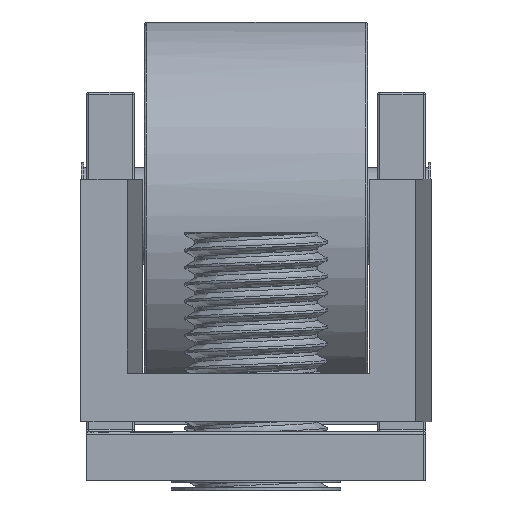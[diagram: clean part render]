
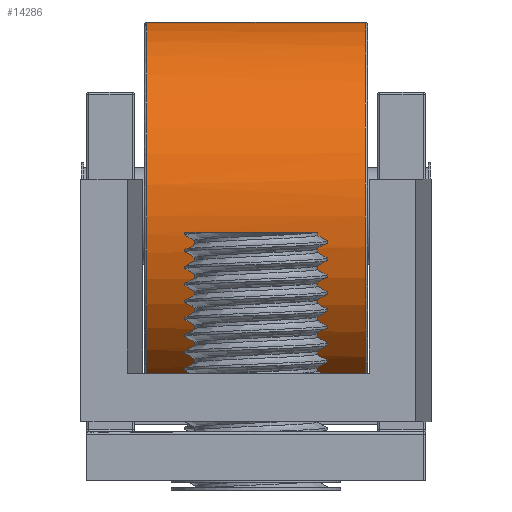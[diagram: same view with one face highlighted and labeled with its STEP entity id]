
A CAD part, left-side view. The second image highlights one B-rep face of the part: STEP entity #14286.
In plain terms, the highlighted free-form (B-spline) face has degree [2, 1] with [9, 2] control points.
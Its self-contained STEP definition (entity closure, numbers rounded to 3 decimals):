
#14235 = VERTEX_POINT('',#14236);
#14236 = CARTESIAN_POINT('',(0.,-2.559,
    10.748));
#14242 = EDGE_CURVE('',#14235,#14243,#14245,.T.);
#14243 = VERTEX_POINT('',#14244);
#14244 = CARTESIAN_POINT('',(-4.549,-2.559,
    6.198));
#14245 = ( BOUNDED_CURVE() B_SPLINE_CURVE(2,(#14246,#14247,#14248),
.UNSPECIFIED.,.F.,.F.) B_SPLINE_CURVE_WITH_KNOTS((3,3),(1.571,
3.142),.PIECEWISE_BEZIER_KNOTS.) CURVE() 
GEOMETRIC_REPRESENTATION_ITEM() RATIONAL_B_SPLINE_CURVE((1.,
0.707,1.)) REPRESENTATION_ITEM('') );
#14246 = CARTESIAN_POINT('',(0.,-2.559,
    10.748));
#14247 = CARTESIAN_POINT('',(-4.549,-2.559,
    10.748));
#14248 = CARTESIAN_POINT('',(-4.549,-2.559,
    6.198));
#14250 = EDGE_CURVE('',#14243,#14235,#14251,.T.);
#14251 = ( BOUNDED_CURVE() B_SPLINE_CURVE(2,(#14252,#14253,#14254,#14255
,#14256),.UNSPECIFIED.,.F.,.F.) B_SPLINE_CURVE_WITH_KNOTS((3,2,3),(
    3.142,5.498,7.854),
.PIECEWISE_BEZIER_KNOTS.) CURVE() GEOMETRIC_REPRESENTATION_ITEM() 
RATIONAL_B_SPLINE_CURVE((1.,0.383,1.,0.383,1.)) 
REPRESENTATION_ITEM('') );
#14252 = CARTESIAN_POINT('',(-4.549,-2.559,
    6.198));
#14253 = CARTESIAN_POINT('',(-4.549,-2.559,
    -4.785));
#14254 = CARTESIAN_POINT('',(3.217,-2.559,
    2.982));
#14255 = CARTESIAN_POINT('',(10.983,-2.559,
    10.748));
#14256 = CARTESIAN_POINT('',(0.,-2.559,
    10.748));
#14286 = ADVANCED_FACE('',(#14287),#14315,.T.);
#14287 = FACE_BOUND('',#14288,.T.);
#14288 = EDGE_LOOP('',(#14289,#14301,#14306,#14307,#14308,#14309));
#14289 = ORIENTED_EDGE('',*,*,#14290,.F.);
#14290 = EDGE_CURVE('',#14291,#14293,#14295,.T.);
#14291 = VERTEX_POINT('',#14292);
#14292 = CARTESIAN_POINT('',(-4.549,2.559,
    6.198));
#14293 = VERTEX_POINT('',#14294);
#14294 = CARTESIAN_POINT('',(0.,2.559,
    1.649));
#14295 = ( BOUNDED_CURVE() B_SPLINE_CURVE(2,(#14296,#14297,#14298,#14299
,#14300),.UNSPECIFIED.,.F.,.F.) B_SPLINE_CURVE_WITH_KNOTS((3,2,3),(
    3.142,5.498,7.854),
.PIECEWISE_BEZIER_KNOTS.) CURVE() GEOMETRIC_REPRESENTATION_ITEM() 
RATIONAL_B_SPLINE_CURVE((1.,0.383,1.,0.383,1.)) 
REPRESENTATION_ITEM('') );
#14296 = CARTESIAN_POINT('',(-4.549,2.559,
    6.198));
#14297 = CARTESIAN_POINT('',(-4.549,2.559,
    17.182));
#14298 = CARTESIAN_POINT('',(3.217,2.559,
    9.415));
#14299 = CARTESIAN_POINT('',(10.983,2.559,
    1.649));
#14300 = CARTESIAN_POINT('',(0.,2.559,
    1.649));
#14301 = ORIENTED_EDGE('',*,*,#14302,.T.);
#14302 = EDGE_CURVE('',#14291,#14243,#14303,.T.);
#14303 = B_SPLINE_CURVE_WITH_KNOTS('',1,(#14304,#14305),.UNSPECIFIED.,
  .F.,.F.,(2,2),(-2.25,2.25),.PIECEWISE_BEZIER_KNOTS.);
#14304 = CARTESIAN_POINT('',(-4.549,2.559,
    6.198));
#14305 = CARTESIAN_POINT('',(-4.549,-2.559,
    6.198));
#14306 = ORIENTED_EDGE('',*,*,#14242,.F.);
#14307 = ORIENTED_EDGE('',*,*,#14250,.F.);
#14308 = ORIENTED_EDGE('',*,*,#14302,.F.);
#14309 = ORIENTED_EDGE('',*,*,#14310,.F.);
#14310 = EDGE_CURVE('',#14293,#14291,#14311,.T.);
#14311 = ( BOUNDED_CURVE() B_SPLINE_CURVE(2,(#14312,#14313,#14314),
.UNSPECIFIED.,.F.,.F.) B_SPLINE_CURVE_WITH_KNOTS((3,3),(1.571,
3.142),.PIECEWISE_BEZIER_KNOTS.) CURVE() 
GEOMETRIC_REPRESENTATION_ITEM() RATIONAL_B_SPLINE_CURVE((1.,
0.707,1.)) REPRESENTATION_ITEM('') );
#14312 = CARTESIAN_POINT('',(0.,2.559,
    1.649));
#14313 = CARTESIAN_POINT('',(-4.549,2.559,
    1.649));
#14314 = CARTESIAN_POINT('',(-4.549,2.559,
    6.198));
#14315 = ( BOUNDED_SURFACE() B_SPLINE_SURFACE(2,1,(
    (#14316,#14317)
    ,(#14318,#14319)
    ,(#14320,#14321)
    ,(#14322,#14323)
    ,(#14324,#14325)
    ,(#14326,#14327)
    ,(#14328,#14329)
    ,(#14330,#14331)
    ,(#14332,#14333
)),.UNSPECIFIED.,.T.,.F.,.F.) B_SPLINE_SURFACE_WITH_KNOTS((3,2,2,2,3),(2
    ,2),(-3.142,-2.094,0.,2.094,3.142)
,(-2.25,2.25),.UNSPECIFIED.) GEOMETRIC_REPRESENTATION_ITEM() 
RATIONAL_B_SPLINE_SURFACE((
    (0.75,0.75)
    ,(0.75,0.75)
    ,(1.,1.)
    ,(0.5,0.5)
    ,(1.,1.)
    ,(0.5,0.5)
    ,(1.,1.)
    ,(0.75,0.75)
,(0.75,0.75))) REPRESENTATION_ITEM('') SURFACE() );
#14316 = CARTESIAN_POINT('',(-4.549,-2.559,
    6.198));
#14317 = CARTESIAN_POINT('',(-4.549,2.559,
    6.198));
#14318 = CARTESIAN_POINT('',(-4.549,-2.559,
    8.825));
#14319 = CARTESIAN_POINT('',(-4.549,2.559,
    8.825));
#14320 = CARTESIAN_POINT('',(-2.275,-2.559,
    10.138));
#14321 = CARTESIAN_POINT('',(-2.275,2.559,
    10.138));
#14322 = CARTESIAN_POINT('',(4.549,-2.559,
    14.078));
#14323 = CARTESIAN_POINT('',(4.549,2.559,
    14.078));
#14324 = CARTESIAN_POINT('',(4.549,-2.559,
    6.198));
#14325 = CARTESIAN_POINT('',(4.549,2.559,
    6.198));
#14326 = CARTESIAN_POINT('',(4.549,-2.559,
    -1.681));
#14327 = CARTESIAN_POINT('',(4.549,2.559,
    -1.681));
#14328 = CARTESIAN_POINT('',(-2.275,-2.559,
    2.259));
#14329 = CARTESIAN_POINT('',(-2.275,2.559,
    2.259));
#14330 = CARTESIAN_POINT('',(-4.549,-2.559,
    3.572));
#14331 = CARTESIAN_POINT('',(-4.549,2.559,
    3.572));
#14332 = CARTESIAN_POINT('',(-4.549,-2.559,
    6.198));
#14333 = CARTESIAN_POINT('',(-4.549,2.559,
    6.198));
